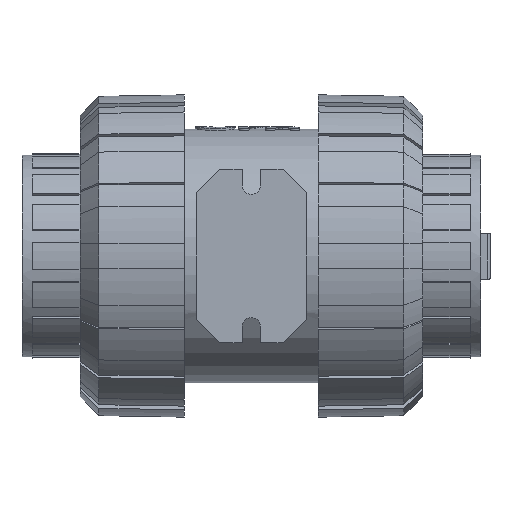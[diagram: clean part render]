
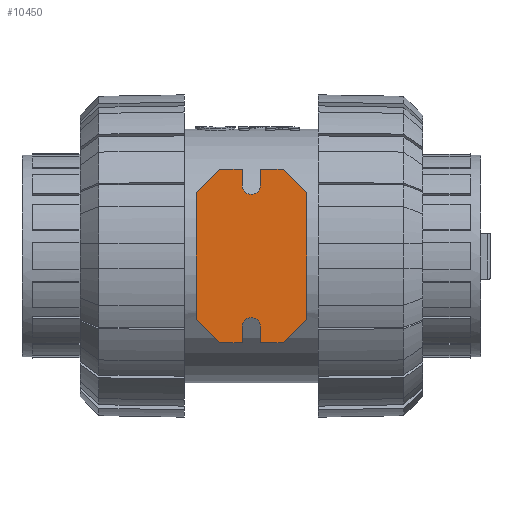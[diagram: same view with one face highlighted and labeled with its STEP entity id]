
A CAD part, front view. The second image highlights one B-rep face of the part: STEP entity #10450.
In plain terms, the highlighted planar face has unit normal (0, -1, 0).
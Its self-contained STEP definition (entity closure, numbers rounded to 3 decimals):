
#791=PLANE('',#11183);
#1174=FACE_OUTER_BOUND('',#1751,.T.);
#1751=EDGE_LOOP('',(#7643,#7644,#7645,#7646,#7647,#7648,#7649,#7650,#7651,
#7652,#7653,#7654,#7655,#7656,#7657,#7658));
#2328=LINE('',#15946,#3107);
#2329=LINE('',#15948,#3108);
#2330=LINE('',#15950,#3109);
#2331=LINE('',#15952,#3110);
#2332=LINE('',#15956,#3111);
#2333=LINE('',#15958,#3112);
#2334=LINE('',#15960,#3113);
#2335=LINE('',#15962,#3114);
#2336=LINE('',#15964,#3115);
#2337=LINE('',#15966,#3116);
#2338=LINE('',#15968,#3117);
#2339=LINE('',#15972,#3118);
#2340=LINE('',#15974,#3119);
#2341=LINE('',#15975,#3120);
#3107=VECTOR('',#12635,1.);
#3108=VECTOR('',#12636,1.);
#3109=VECTOR('',#12637,1.);
#3110=VECTOR('',#12638,1.);
#3111=VECTOR('',#12641,1.);
#3112=VECTOR('',#12642,1.);
#3113=VECTOR('',#12643,1.);
#3114=VECTOR('',#12644,1.);
#3115=VECTOR('',#12645,1.);
#3116=VECTOR('',#12646,1.);
#3117=VECTOR('',#12647,1.);
#3118=VECTOR('',#12650,1.);
#3119=VECTOR('',#12651,1.);
#3120=VECTOR('',#12652,1.);
#3887=CIRCLE('',#11184,4.15);
#3888=CIRCLE('',#11185,4.15);
#4506=VERTEX_POINT('',#15944);
#4507=VERTEX_POINT('',#15945);
#4508=VERTEX_POINT('',#15947);
#4509=VERTEX_POINT('',#15949);
#4510=VERTEX_POINT('',#15951);
#4511=VERTEX_POINT('',#15953);
#4512=VERTEX_POINT('',#15955);
#4513=VERTEX_POINT('',#15957);
#4514=VERTEX_POINT('',#15959);
#4515=VERTEX_POINT('',#15961);
#4516=VERTEX_POINT('',#15963);
#4517=VERTEX_POINT('',#15965);
#4518=VERTEX_POINT('',#15967);
#4519=VERTEX_POINT('',#15969);
#4520=VERTEX_POINT('',#15971);
#4521=VERTEX_POINT('',#15973);
#5710=EDGE_CURVE('',#4506,#4507,#2328,.T.);
#5711=EDGE_CURVE('',#4507,#4508,#2329,.T.);
#5712=EDGE_CURVE('',#4508,#4509,#2330,.T.);
#5713=EDGE_CURVE('',#4509,#4510,#2331,.T.);
#5714=EDGE_CURVE('',#4510,#4511,#3887,.T.);
#5715=EDGE_CURVE('',#4511,#4512,#2332,.T.);
#5716=EDGE_CURVE('',#4512,#4513,#2333,.T.);
#5717=EDGE_CURVE('',#4513,#4514,#2334,.T.);
#5718=EDGE_CURVE('',#4514,#4515,#2335,.T.);
#5719=EDGE_CURVE('',#4515,#4516,#2336,.T.);
#5720=EDGE_CURVE('',#4516,#4517,#2337,.T.);
#5721=EDGE_CURVE('',#4517,#4518,#2338,.T.);
#5722=EDGE_CURVE('',#4518,#4519,#3888,.T.);
#5723=EDGE_CURVE('',#4519,#4520,#2339,.T.);
#5724=EDGE_CURVE('',#4520,#4521,#2340,.T.);
#5725=EDGE_CURVE('',#4521,#4506,#2341,.T.);
#7643=ORIENTED_EDGE('',*,*,#5710,.T.);
#7644=ORIENTED_EDGE('',*,*,#5711,.T.);
#7645=ORIENTED_EDGE('',*,*,#5712,.T.);
#7646=ORIENTED_EDGE('',*,*,#5713,.T.);
#7647=ORIENTED_EDGE('',*,*,#5714,.T.);
#7648=ORIENTED_EDGE('',*,*,#5715,.T.);
#7649=ORIENTED_EDGE('',*,*,#5716,.T.);
#7650=ORIENTED_EDGE('',*,*,#5717,.T.);
#7651=ORIENTED_EDGE('',*,*,#5718,.T.);
#7652=ORIENTED_EDGE('',*,*,#5719,.T.);
#7653=ORIENTED_EDGE('',*,*,#5720,.T.);
#7654=ORIENTED_EDGE('',*,*,#5721,.T.);
#7655=ORIENTED_EDGE('',*,*,#5722,.T.);
#7656=ORIENTED_EDGE('',*,*,#5723,.T.);
#7657=ORIENTED_EDGE('',*,*,#5724,.T.);
#7658=ORIENTED_EDGE('',*,*,#5725,.T.);
#10450=ADVANCED_FACE('',(#1174),#791,.F.);
#11183=AXIS2_PLACEMENT_3D('',#15943,#12633,#12634);
#11184=AXIS2_PLACEMENT_3D('',#15954,#12639,#12640);
#11185=AXIS2_PLACEMENT_3D('',#15970,#12648,#12649);
#12633=DIRECTION('center_axis',(0.,1.,0.));
#12634=DIRECTION('ref_axis',(1.,0.,0.));
#12635=DIRECTION('',(0.,0.,-1.));
#12636=DIRECTION('',(0.707,0.,-0.707));
#12637=DIRECTION('',(1.,0.,0.));
#12638=DIRECTION('',(0.,0.,1.));
#12639=DIRECTION('center_axis',(0.,1.,0.));
#12640=DIRECTION('ref_axis',(-1.,0.,0.));
#12641=DIRECTION('',(0.,0.,-1.));
#12642=DIRECTION('',(1.,0.,0.));
#12643=DIRECTION('',(0.707,0.,0.707));
#12644=DIRECTION('',(0.,0.,1.));
#12645=DIRECTION('',(-0.707,0.,0.707));
#12646=DIRECTION('',(-1.,0.,0.));
#12647=DIRECTION('',(0.,0.,-1.));
#12648=DIRECTION('center_axis',(0.,1.,0.));
#12649=DIRECTION('ref_axis',(1.,0.,0.));
#12650=DIRECTION('',(0.,0.,1.));
#12651=DIRECTION('',(-1.,0.,0.));
#12652=DIRECTION('',(-0.707,0.,-0.707));
#15943=CARTESIAN_POINT('Origin',(0.,-85.,0.));
#15944=CARTESIAN_POINT('',(-25.5,-85.,29.2));
#15945=CARTESIAN_POINT('',(-25.5,-85.,-29.2));
#15946=CARTESIAN_POINT('',(-25.5,-85.,0.));
#15947=CARTESIAN_POINT('',(-14.7,-85.,-40.));
#15948=CARTESIAN_POINT('',(-25.5,-85.,-29.2));
#15949=CARTESIAN_POINT('',(-4.15,-85.,-40.));
#15950=CARTESIAN_POINT('',(-14.7,-85.,-40.));
#15951=CARTESIAN_POINT('',(-4.15,-85.,-32.5));
#15952=CARTESIAN_POINT('',(-4.15,-85.,-40.));
#15953=CARTESIAN_POINT('',(4.15,-85.,-32.5));
#15954=CARTESIAN_POINT('Origin',(0.,-85.,-32.5));
#15955=CARTESIAN_POINT('',(4.15,-85.,-40.));
#15956=CARTESIAN_POINT('',(4.15,-85.,-32.5));
#15957=CARTESIAN_POINT('',(14.7,-85.,-40.));
#15958=CARTESIAN_POINT('',(4.15,-85.,-40.));
#15959=CARTESIAN_POINT('',(25.5,-85.,-29.2));
#15960=CARTESIAN_POINT('',(14.7,-85.,-40.));
#15961=CARTESIAN_POINT('',(25.5,-85.,29.2));
#15962=CARTESIAN_POINT('',(25.5,-85.,-29.2));
#15963=CARTESIAN_POINT('',(14.7,-85.,40.));
#15964=CARTESIAN_POINT('',(25.5,-85.,29.2));
#15965=CARTESIAN_POINT('',(4.15,-85.,40.));
#15966=CARTESIAN_POINT('',(14.7,-85.,40.));
#15967=CARTESIAN_POINT('',(4.15,-85.,32.5));
#15968=CARTESIAN_POINT('',(4.15,-85.,40.));
#15969=CARTESIAN_POINT('',(-4.15,-85.,32.5));
#15970=CARTESIAN_POINT('Origin',(0.,-85.,32.5));
#15971=CARTESIAN_POINT('',(-4.15,-85.,40.));
#15972=CARTESIAN_POINT('',(-4.15,-85.,32.5));
#15973=CARTESIAN_POINT('',(-14.7,-85.,40.));
#15974=CARTESIAN_POINT('',(-4.15,-85.,40.));
#15975=CARTESIAN_POINT('',(-14.7,-85.,40.));
